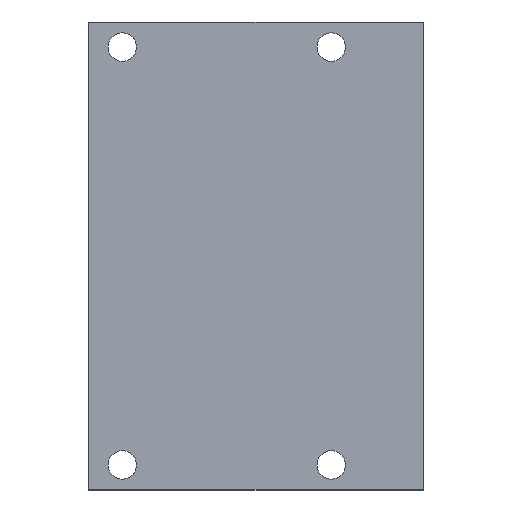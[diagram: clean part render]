
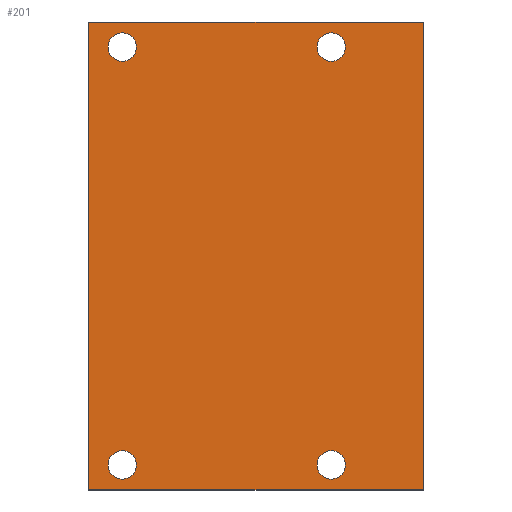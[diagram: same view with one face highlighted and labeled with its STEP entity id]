
A CAD part, top view. The second image highlights one B-rep face of the part: STEP entity #201.
In plain terms, the highlighted planar face has unit normal (0, 0, 1).
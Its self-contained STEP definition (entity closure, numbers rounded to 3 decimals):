
#19=FACE_BOUND('',#52,.T.);
#20=FACE_BOUND('',#53,.T.);
#21=FACE_BOUND('',#54,.T.);
#22=FACE_BOUND('',#55,.T.);
#31=PLANE('',#234);
#41=FACE_OUTER_BOUND('',#51,.T.);
#51=EDGE_LOOP('',(#173,#174,#175,#176));
#52=EDGE_LOOP('',(#177));
#53=EDGE_LOOP('',(#178));
#54=EDGE_LOOP('',(#179));
#55=EDGE_LOOP('',(#180));
#67=LINE('',#328,#83);
#70=LINE('',#334,#86);
#73=LINE('',#340,#89);
#76=LINE('',#344,#92);
#83=VECTOR('',#273,10.);
#86=VECTOR('',#278,10.);
#89=VECTOR('',#283,10.);
#92=VECTOR('',#288,10.);
#93=CIRCLE('',#219,0.85);
#95=CIRCLE('',#222,0.85);
#97=CIRCLE('',#225,0.85);
#99=CIRCLE('',#228,0.85);
#101=VERTEX_POINT('',#298);
#103=VERTEX_POINT('',#304);
#105=VERTEX_POINT('',#310);
#107=VERTEX_POINT('',#316);
#111=VERTEX_POINT('',#325);
#112=VERTEX_POINT('',#327);
#114=VERTEX_POINT('',#333);
#116=VERTEX_POINT('',#339);
#117=EDGE_CURVE('',#101,#101,#93,.T.);
#120=EDGE_CURVE('',#103,#103,#95,.T.);
#123=EDGE_CURVE('',#105,#105,#97,.T.);
#126=EDGE_CURVE('',#107,#107,#99,.T.);
#131=EDGE_CURVE('',#112,#111,#67,.T.);
#134=EDGE_CURVE('',#114,#112,#70,.T.);
#137=EDGE_CURVE('',#116,#114,#73,.T.);
#140=EDGE_CURVE('',#111,#116,#76,.T.);
#173=ORIENTED_EDGE('',*,*,#140,.T.);
#174=ORIENTED_EDGE('',*,*,#137,.T.);
#175=ORIENTED_EDGE('',*,*,#134,.T.);
#176=ORIENTED_EDGE('',*,*,#131,.T.);
#177=ORIENTED_EDGE('',*,*,#126,.T.);
#178=ORIENTED_EDGE('',*,*,#123,.T.);
#179=ORIENTED_EDGE('',*,*,#120,.T.);
#180=ORIENTED_EDGE('',*,*,#117,.T.);
#201=ADVANCED_FACE('',(#41,#19,#20,#21,#22),#31,.T.);
#219=AXIS2_PLACEMENT_3D('',#299,#243,#244);
#222=AXIS2_PLACEMENT_3D('',#305,#250,#251);
#225=AXIS2_PLACEMENT_3D('',#311,#257,#258);
#228=AXIS2_PLACEMENT_3D('',#317,#264,#265);
#234=AXIS2_PLACEMENT_3D('',#345,#289,#290);
#243=DIRECTION('center_axis',(0.,0.,-1.));
#244=DIRECTION('ref_axis',(1.,0.,0.));
#250=DIRECTION('center_axis',(0.,0.,-1.));
#251=DIRECTION('ref_axis',(1.,0.,0.));
#257=DIRECTION('center_axis',(0.,0.,-1.));
#258=DIRECTION('ref_axis',(1.,0.,0.));
#264=DIRECTION('center_axis',(0.,0.,-1.));
#265=DIRECTION('ref_axis',(1.,0.,0.));
#273=DIRECTION('',(0.,-1.,0.));
#278=DIRECTION('',(-1.,0.,0.));
#283=DIRECTION('',(0.,1.,0.));
#288=DIRECTION('',(1.,0.,0.));
#289=DIRECTION('center_axis',(0.,0.,1.));
#290=DIRECTION('ref_axis',(1.,0.,0.));
#298=CARTESIAN_POINT('',(11.65,-12.5,0.15));
#299=CARTESIAN_POINT('Origin',(12.5,-12.5,0.15));
#304=CARTESIAN_POINT('',(11.65,12.5,0.15));
#305=CARTESIAN_POINT('Origin',(12.5,12.5,0.15));
#310=CARTESIAN_POINT('',(-0.85,-12.5,0.15));
#311=CARTESIAN_POINT('Origin',(0.,-12.5,0.15));
#316=CARTESIAN_POINT('',(-0.85,12.5,0.15));
#317=CARTESIAN_POINT('Origin',(0.,12.5,0.15));
#325=CARTESIAN_POINT('',(-2.,-14.,0.15));
#327=CARTESIAN_POINT('',(-2.,14.,0.15));
#328=CARTESIAN_POINT('',(-2.,-14.,0.15));
#333=CARTESIAN_POINT('',(18.,14.,0.15));
#334=CARTESIAN_POINT('',(-2.,14.,0.15));
#339=CARTESIAN_POINT('',(18.,-14.,0.15));
#340=CARTESIAN_POINT('',(18.,14.,0.15));
#344=CARTESIAN_POINT('',(18.,-14.,0.15));
#345=CARTESIAN_POINT('Origin',(8.,0.,0.15));
